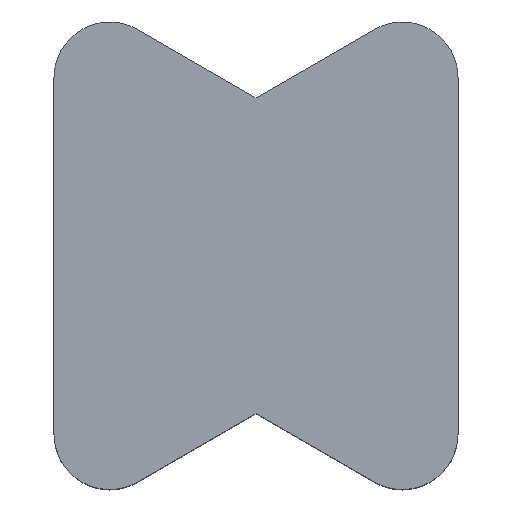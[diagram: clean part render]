
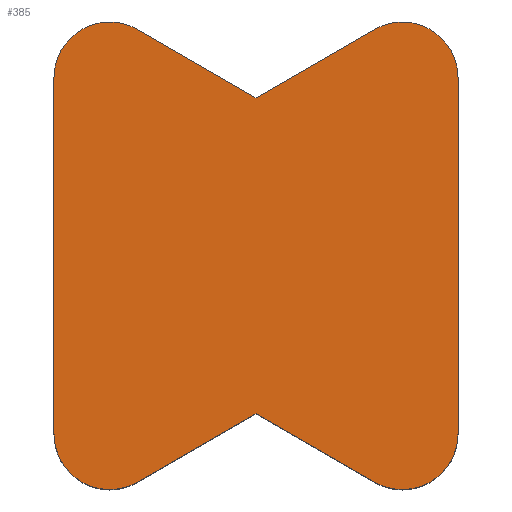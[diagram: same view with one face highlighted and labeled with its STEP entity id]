
A CAD part, top view. The second image highlights one B-rep face of the part: STEP entity #385.
In plain terms, the highlighted planar face has unit normal (0, 0, 1).
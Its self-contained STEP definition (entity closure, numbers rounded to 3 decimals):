
#70=CARTESIAN_POINT('Vertex',(2.9,6.21,3.)) ;
#73=CARTESIAN_POINT('Line Origine',(3.75,6.701,3.)) ;
#77=CARTESIAN_POINT('Vertex',(4.6,7.192,3.)) ;
#97=CARTESIAN_POINT('Axis2P3D Location',(5.,6.499,3.)) ;
#101=CARTESIAN_POINT('Vertex',(5.8,6.499,3.)) ;
#128=CARTESIAN_POINT('Line Origine',(2.05,6.701,3.)) ;
#132=CARTESIAN_POINT('Vertex',(1.2,7.192,3.)) ;
#159=CARTESIAN_POINT('Axis2P3D Location',(0.8,6.499,3.)) ;
#163=CARTESIAN_POINT('Vertex',(0.,6.499,3.)) ;
#190=CARTESIAN_POINT('Line Origine',(3.75,1.184,3.)) ;
#194=CARTESIAN_POINT('Vertex',(2.9,1.674,3.)) ;
#196=CARTESIAN_POINT('Vertex',(4.6,0.693,3.)) ;
#237=CARTESIAN_POINT('Line Origine',(5.8,3.942,3.)) ;
#241=CARTESIAN_POINT('Vertex',(5.8,1.386,3.)) ;
#261=CARTESIAN_POINT('Axis2P3D Location',(5.,1.386,3.)) ;
#290=CARTESIAN_POINT('Line Origine',(2.05,1.184,3.)) ;
#294=CARTESIAN_POINT('Vertex',(1.2,0.693,3.)) ;
#314=CARTESIAN_POINT('Line Origine',(0.,3.942,3.)) ;
#318=CARTESIAN_POINT('Vertex',(0.,1.386,3.)) ;
#363=CARTESIAN_POINT('Axis2P3D Location',(0.,0.,3.)) ;
#368=CARTESIAN_POINT('Axis2P3D Location',(0.8,1.386,3.)) ;
#74=DIRECTION('Vector Direction',(-0.866,-0.5,0.)) ;
#98=DIRECTION('Axis2P3D Direction',(0.,0.,1.)) ;
#129=DIRECTION('Vector Direction',(-0.866,0.5,0.)) ;
#160=DIRECTION('Axis2P3D Direction',(0.,0.,1.)) ;
#191=DIRECTION('Vector Direction',(0.866,-0.5,0.)) ;
#238=DIRECTION('Vector Direction',(0.,1.,0.)) ;
#262=DIRECTION('Axis2P3D Direction',(0.,0.,1.)) ;
#291=DIRECTION('Vector Direction',(0.866,0.5,0.)) ;
#315=DIRECTION('Vector Direction',(0.,-1.,0.)) ;
#364=DIRECTION('Axis2P3D Direction',(0.,0.,1.)) ;
#365=DIRECTION('Axis2P3D XDirection',(1.,0.,0.)) ;
#369=DIRECTION('Axis2P3D Direction',(0.,0.,1.)) ;
#99=AXIS2_PLACEMENT_3D('Circle Axis2P3D',#97,#98,$) ;
#161=AXIS2_PLACEMENT_3D('Circle Axis2P3D',#159,#160,$) ;
#263=AXIS2_PLACEMENT_3D('Circle Axis2P3D',#261,#262,$) ;
#366=AXIS2_PLACEMENT_3D('Plane Axis2P3D',#363,#364,#365) ;
#370=AXIS2_PLACEMENT_3D('Circle Axis2P3D',#368,#369,$) ;
#374=ORIENTED_EDGE('',*,*,#296,.T.) ;
#375=ORIENTED_EDGE('',*,*,#198,.T.) ;
#376=ORIENTED_EDGE('',*,*,#265,.F.) ;
#377=ORIENTED_EDGE('',*,*,#243,.T.) ;
#378=ORIENTED_EDGE('',*,*,#103,.F.) ;
#379=ORIENTED_EDGE('',*,*,#79,.T.) ;
#380=ORIENTED_EDGE('',*,*,#134,.T.) ;
#381=ORIENTED_EDGE('',*,*,#165,.F.) ;
#382=ORIENTED_EDGE('',*,*,#320,.T.) ;
#383=ORIENTED_EDGE('',*,*,#372,.F.) ;
#75=VECTOR('Line Direction',#74,1.) ;
#130=VECTOR('Line Direction',#129,1.) ;
#192=VECTOR('Line Direction',#191,1.) ;
#239=VECTOR('Line Direction',#238,1.) ;
#292=VECTOR('Line Direction',#291,1.) ;
#316=VECTOR('Line Direction',#315,1.) ;
#385=ADVANCED_FACE('Corps principal',(#384),#367,.T.) ;
#100=CIRCLE('generated circle',#99,0.8) ;
#162=CIRCLE('generated circle',#161,0.8) ;
#264=CIRCLE('generated circle',#263,0.8) ;
#371=CIRCLE('generated circle',#370,0.8) ;
#79=EDGE_CURVE('',#78,#71,#76,.T.) ;
#103=EDGE_CURVE('',#78,#102,#100,.F.) ;
#134=EDGE_CURVE('',#71,#133,#131,.T.) ;
#165=EDGE_CURVE('',#164,#133,#162,.F.) ;
#198=EDGE_CURVE('',#195,#197,#193,.T.) ;
#243=EDGE_CURVE('',#242,#102,#240,.T.) ;
#265=EDGE_CURVE('',#242,#197,#264,.F.) ;
#296=EDGE_CURVE('',#295,#195,#293,.T.) ;
#320=EDGE_CURVE('',#164,#319,#317,.T.) ;
#372=EDGE_CURVE('',#295,#319,#371,.F.) ;
#373=EDGE_LOOP('',(#374,#375,#376,#377,#378,#379,#380,#381,#382,#383)) ;
#384=FACE_OUTER_BOUND('',#373,.T.) ;
#76=LINE('Line',#73,#75) ;
#131=LINE('Line',#128,#130) ;
#193=LINE('Line',#190,#192) ;
#240=LINE('Line',#237,#239) ;
#293=LINE('Line',#290,#292) ;
#317=LINE('Line',#314,#316) ;
#367=PLANE('',#366) ;
#71=VERTEX_POINT('',#70) ;
#78=VERTEX_POINT('',#77) ;
#102=VERTEX_POINT('',#101) ;
#133=VERTEX_POINT('',#132) ;
#164=VERTEX_POINT('',#163) ;
#195=VERTEX_POINT('',#194) ;
#197=VERTEX_POINT('',#196) ;
#242=VERTEX_POINT('',#241) ;
#295=VERTEX_POINT('',#294) ;
#319=VERTEX_POINT('',#318) ;
